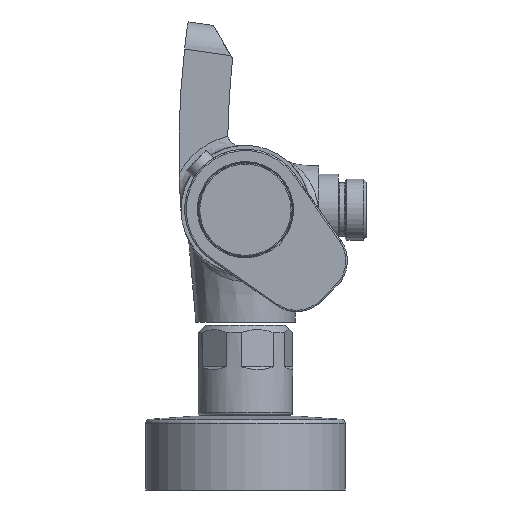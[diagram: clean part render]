
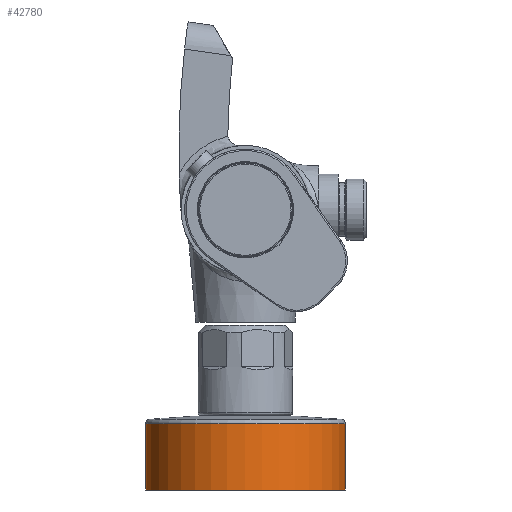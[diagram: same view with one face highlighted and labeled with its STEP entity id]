
A CAD part, left-side view. The second image highlights one B-rep face of the part: STEP entity #42780.
In plain terms, the highlighted cylindrical face has radius 33.75 mm (diameter 67.5 mm), a full revolution.
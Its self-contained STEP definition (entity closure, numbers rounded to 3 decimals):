
#984 = EDGE_LOOP ( 'NONE', ( #44023 ) ) ;
#5741 = AXIS2_PLACEMENT_3D ( 'NONE', #10562, #14675, #10405 ) ;
#7426 = VERTEX_POINT ( 'NONE', #32852 ) ;
#7776 = EDGE_LOOP ( 'NONE', ( #41569 ) ) ;
#10405 = DIRECTION ( 'NONE',  ( -0.648, -0.762, 0. ) ) ;
#10562 = CARTESIAN_POINT ( 'NONE',  ( -74.5, 0., -94.718 ) ) ;
#12566 = CYLINDRICAL_SURFACE ( 'NONE', #16966, 33.75 ) ;
#14675 = DIRECTION ( 'NONE',  ( 0., 0., -1. ) ) ;
#15870 = DIRECTION ( 'NONE',  ( 0., 0., -1. ) ) ;
#16039 = CIRCLE ( 'NONE', #5741, 33.75 ) ;
#16815 = VERTEX_POINT ( 'NONE', #47847 ) ;
#16966 = AXIS2_PLACEMENT_3D ( 'NONE', #23208, #15870, #42090 ) ;
#21406 = DIRECTION ( 'NONE',  ( 0., 0., -1. ) ) ;
#23208 = CARTESIAN_POINT ( 'NONE',  ( -74.5, 0., -847.943 ) ) ;
#28776 = CARTESIAN_POINT ( 'NONE',  ( -74.5, 0., -72.318 ) ) ;
#32270 = EDGE_CURVE ( 'NONE', #7426, #7426, #16039, .T. ) ;
#32531 = FACE_OUTER_BOUND ( 'NONE', #7776, .T. ) ;
#32852 = CARTESIAN_POINT ( 'NONE',  ( -96.364, -25.711, -94.718 ) ) ;
#35320 = EDGE_CURVE ( 'NONE', #16815, #16815, #35809, .T. ) ;
#35809 = CIRCLE ( 'NONE', #40999, 33.75 ) ;
#36321 = DIRECTION ( 'NONE',  ( 0.648, 0.762, 0. ) ) ;
#40999 = AXIS2_PLACEMENT_3D ( 'NONE', #28776, #21406, #36321 ) ;
#41569 = ORIENTED_EDGE ( 'NONE', *, *, #32270, .F. ) ;
#42090 = DIRECTION ( 'NONE',  ( -0.648, -0.762, 0. ) ) ;
#42559 = FACE_OUTER_BOUND ( 'NONE', #984, .T. ) ;
#42780 = ADVANCED_FACE ( 'NONE', ( #42559, #32531 ), #12566, .T. ) ;
#44023 = ORIENTED_EDGE ( 'NONE', *, *, #35320, .T. ) ;
#47847 = CARTESIAN_POINT ( 'NONE',  ( -52.636, 25.711, -72.318 ) ) ;
